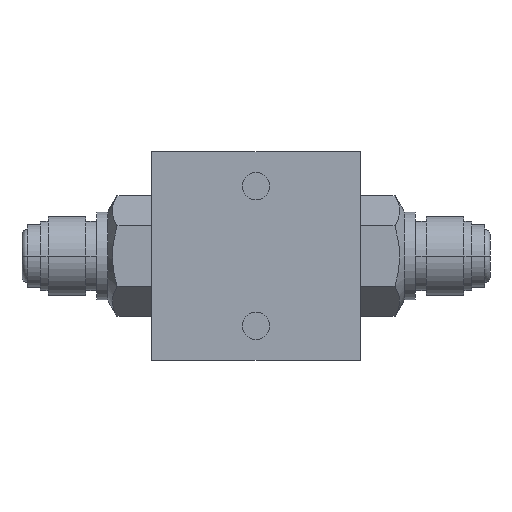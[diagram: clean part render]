
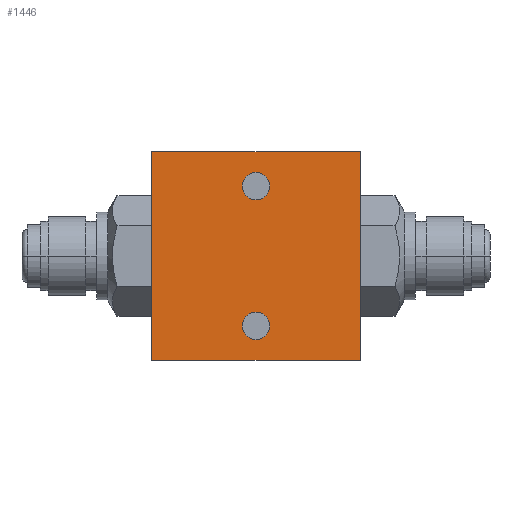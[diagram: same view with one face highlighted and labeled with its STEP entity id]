
A CAD part, front view. The second image highlights one B-rep face of the part: STEP entity #1446.
In plain terms, the highlighted planar face has unit normal (0, -1, 0).
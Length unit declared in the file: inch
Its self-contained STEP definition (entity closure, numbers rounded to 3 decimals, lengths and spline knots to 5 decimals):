
#1=CARTESIAN_POINT('',(0.,0.,-0.5));
#2=DIRECTION('',(0.,1.,0.));
#3=DIRECTION('',(-1.,0.,0.));
#4=AXIS2_PLACEMENT_3D('',#1,#2,#3);
#6=CARTESIAN_POINT('',(0.,0.,-0.5));
#7=DIRECTION('',(0.,1.,0.));
#8=DIRECTION('',(1.,0.,0.));
#9=AXIS2_PLACEMENT_3D('',#6,#7,#8);
#11=DIRECTION('',(0.,0.,-1.));
#12=VECTOR('',#11,1.49606);
#13=CARTESIAN_POINT('',(0.74803,0.,0.74803));
#14=LINE('',#13,#12);
#15=DIRECTION('',(-1.,0.,0.));
#16=VECTOR('',#15,1.49606);
#17=CARTESIAN_POINT('',(0.74803,0.,-0.74803));
#18=LINE('',#17,#16);
#19=DIRECTION('',(0.,0.,1.));
#20=VECTOR('',#19,1.49606);
#21=CARTESIAN_POINT('',(-0.74803,0.,-0.74803));
#22=LINE('',#21,#20);
#23=DIRECTION('',(1.,0.,0.));
#24=VECTOR('',#23,1.49606);
#25=CARTESIAN_POINT('',(-0.74803,0.,0.74803));
#26=LINE('',#25,#24);
#27=CARTESIAN_POINT('',(0.,0.,0.5));
#28=DIRECTION('',(0.,1.,0.));
#29=DIRECTION('',(-1.,0.,0.));
#30=AXIS2_PLACEMENT_3D('',#27,#28,#29);
#32=CARTESIAN_POINT('',(0.,0.,0.5));
#33=DIRECTION('',(0.,1.,0.));
#34=DIRECTION('',(1.,0.,0.));
#35=AXIS2_PLACEMENT_3D('',#32,#33,#34);
#1159=CARTESIAN_POINT('',(0.74803,0.,0.74803));
#1160=CARTESIAN_POINT('',(0.74803,0.,-0.74803));
#1161=VERTEX_POINT('',#1159);
#1162=VERTEX_POINT('',#1160);
#1163=CARTESIAN_POINT('',(-0.74803,0.,-0.74803));
#1164=VERTEX_POINT('',#1163);
#1165=CARTESIAN_POINT('',(-0.74803,0.,0.74803));
#1166=VERTEX_POINT('',#1165);
#1357=CARTESIAN_POINT('',(-0.0985,0.,0.5));
#1358=CARTESIAN_POINT('',(0.0985,0.,0.5));
#1359=VERTEX_POINT('',#1357);
#1360=VERTEX_POINT('',#1358);
#1365=CARTESIAN_POINT('',(-0.0985,0.,-0.5));
#1366=CARTESIAN_POINT('',(0.0985,0.,-0.5));
#1367=VERTEX_POINT('',#1365);
#1368=VERTEX_POINT('',#1366);
#1419=CARTESIAN_POINT('',(0.,0.,0.));
#1420=DIRECTION('',(0.,1.,0.));
#1421=DIRECTION('',(-1.,0.,0.));
#1422=AXIS2_PLACEMENT_3D('',#1419,#1420,#1421);
#1423=PLANE('',#1422);
#1425=ORIENTED_EDGE('',*,*,#1424,.T.);
#1427=ORIENTED_EDGE('',*,*,#1426,.T.);
#1429=ORIENTED_EDGE('',*,*,#1428,.T.);
#1431=ORIENTED_EDGE('',*,*,#1430,.T.);
#1432=EDGE_LOOP('',(#1425,#1427,#1429,#1431));
#1433=FACE_OUTER_BOUND('',#1432,.F.);
#1435=ORIENTED_EDGE('',*,*,#1434,.F.);
#1437=ORIENTED_EDGE('',*,*,#1436,.F.);
#1438=EDGE_LOOP('',(#1435,#1437));
#1439=FACE_BOUND('',#1438,.F.);
#1441=ORIENTED_EDGE('',*,*,#1440,.F.);
#1443=ORIENTED_EDGE('',*,*,#1442,.F.);
#1444=EDGE_LOOP('',(#1441,#1443));
#1445=FACE_BOUND('',#1444,.F.);
#1446=ADVANCED_FACE('',(#1433,#1439,#1445),#1423,.F.);
#5=CIRCLE('',#4,0.0985);
#10=CIRCLE('',#9,0.0985);
#31=CIRCLE('',#30,0.0985);
#36=CIRCLE('',#35,0.0985);
#1424=EDGE_CURVE('',#1161,#1162,#14,.T.);
#1426=EDGE_CURVE('',#1162,#1164,#18,.T.);
#1428=EDGE_CURVE('',#1164,#1166,#22,.T.);
#1430=EDGE_CURVE('',#1166,#1161,#26,.T.);
#1434=EDGE_CURVE('',#1367,#1368,#5,.T.);
#1436=EDGE_CURVE('',#1368,#1367,#10,.T.);
#1440=EDGE_CURVE('',#1359,#1360,#31,.T.);
#1442=EDGE_CURVE('',#1360,#1359,#36,.T.);
